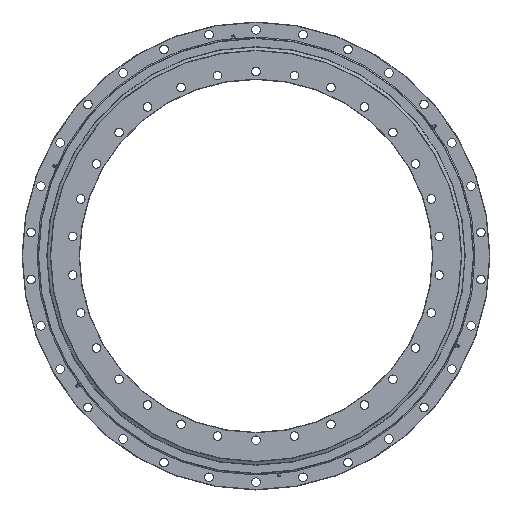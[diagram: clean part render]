
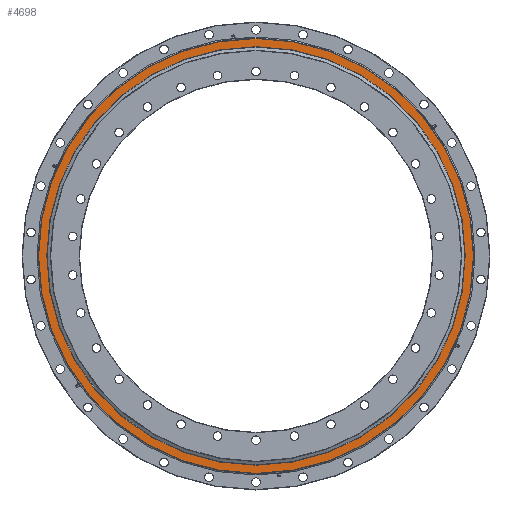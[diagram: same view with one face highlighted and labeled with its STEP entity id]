
A CAD part, top view. The second image highlights one B-rep face of the part: STEP entity #4698.
In plain terms, the highlighted face is planar.
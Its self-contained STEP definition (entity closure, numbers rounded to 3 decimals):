
#302 = VERTEX_POINT ( 'NONE', #1178 ) ;
#519 = EDGE_LOOP ( 'NONE', ( #5588 ) ) ;
#574 = CARTESIAN_POINT ( 'NONE',  ( 530., 0., -26. ) ) ;
#718 = CARTESIAN_POINT ( 'NONE',  ( 0., 0., -26. ) ) ;
#807 = DIRECTION ( 'NONE',  ( 1., 0., 0. ) ) ;
#922 = CARTESIAN_POINT ( 'NONE',  ( 0., 0., -26. ) ) ;
#1178 = CARTESIAN_POINT ( 'NONE',  ( 557.5, 0., -26. ) ) ;
#1292 = ORIENTED_EDGE ( 'NONE', *, *, #3294, .T. ) ;
#1361 = FACE_BOUND ( 'NONE', #519, .T. ) ;
#1464 = DIRECTION ( 'NONE',  ( 1., 0., 0. ) ) ;
#2159 = PLANE ( 'NONE',  #6307 ) ;
#2301 = VERTEX_POINT ( 'NONE', #574 ) ;
#2480 = EDGE_LOOP ( 'NONE', ( #1292 ) ) ;
#2801 = FACE_OUTER_BOUND ( 'NONE', #2480, .T. ) ;
#2816 = EDGE_CURVE ( 'NONE', #2301, #2301, #3301, .T. ) ;
#2989 = DIRECTION ( 'NONE',  ( 0., 0., 1. ) ) ;
#3101 = AXIS2_PLACEMENT_3D ( 'NONE', #718, #5786, #6321 ) ;
#3294 = EDGE_CURVE ( 'NONE', #302, #302, #5038, .T. ) ;
#3301 = CIRCLE ( 'NONE', #4498, 530. ) ;
#4362 = CARTESIAN_POINT ( 'NONE',  ( -558.5, 0., -26. ) ) ;
#4498 = AXIS2_PLACEMENT_3D ( 'NONE', #922, #2989, #1464 ) ;
#4698 = ADVANCED_FACE ( 'NONE', ( #1361, #2801 ), #2159, .F. ) ;
#4875 = DIRECTION ( 'NONE',  ( 0., 0., 1. ) ) ;
#5038 = CIRCLE ( 'NONE', #3101, 557.5 ) ;
#5588 = ORIENTED_EDGE ( 'NONE', *, *, #2816, .T. ) ;
#5786 = DIRECTION ( 'NONE',  ( 0., 0., -1. ) ) ;
#6307 = AXIS2_PLACEMENT_3D ( 'NONE', #4362, #4875, #807 ) ;
#6321 = DIRECTION ( 'NONE',  ( 1., 0., 0. ) ) ;
